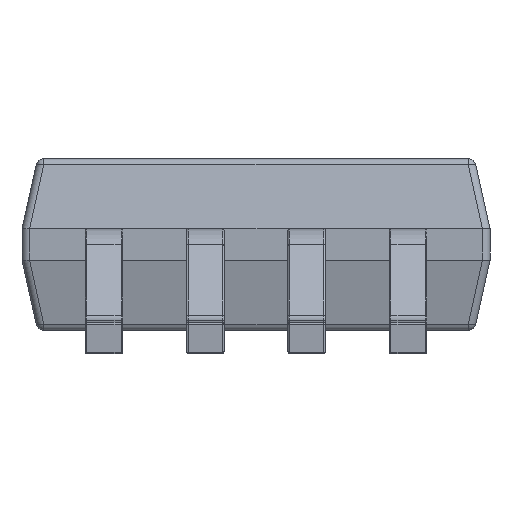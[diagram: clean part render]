
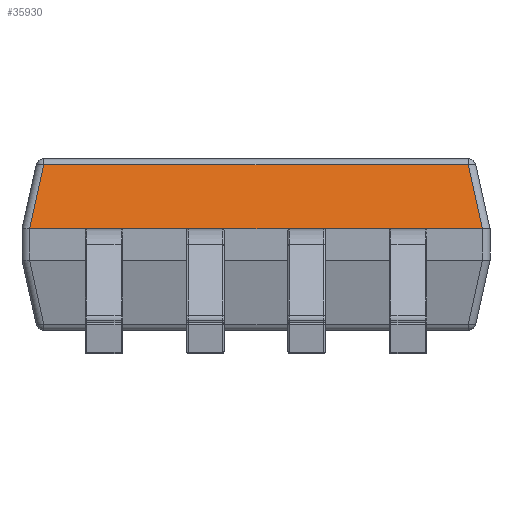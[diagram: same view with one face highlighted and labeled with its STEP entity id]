
A CAD part, left-side view. The second image highlights one B-rep face of the part: STEP entity #35930.
In plain terms, the highlighted planar face has unit normal (-0.976, 0, 0.217).
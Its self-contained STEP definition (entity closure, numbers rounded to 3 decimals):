
#2175 = ORIENTED_EDGE ( 'NONE', *, *, #33804, .T. ) ;
#3138 = CARTESIAN_POINT ( 'NONE',  ( -1.409, 1.36, 1.061 ) ) ;
#3417 = DIRECTION ( 'NONE',  ( 0., 1., 0. ) ) ;
#5527 = DIRECTION ( 'NONE',  ( 0.212, 0.212, 0.954 ) ) ;
#5883 = FACE_OUTER_BOUND ( 'NONE', #12820, .T. ) ;
#6558 = CARTESIAN_POINT ( 'NONE',  ( -1.5, -1.45, 0.65 ) ) ;
#7728 = CARTESIAN_POINT ( 'NONE',  ( -1.5, 1.45, 0.65 ) ) ;
#8340 = CARTESIAN_POINT ( 'NONE',  ( -1.409, 0., 1.061 ) ) ;
#8448 = CARTESIAN_POINT ( 'NONE',  ( -1.5, 1.45, 0.65 ) ) ;
#8719 = DIRECTION ( 'NONE',  ( 0., 1., 0. ) ) ;
#9211 = CARTESIAN_POINT ( 'NONE',  ( -1.339, -1.29, 1.373 ) ) ;
#9360 = AXIS2_PLACEMENT_3D ( 'NONE', #18246, #31128, #3417 ) ;
#9387 = VECTOR ( 'NONE', #8719, 1000. ) ;
#10968 = EDGE_CURVE ( 'NONE', #27709, #39030, #20294, .T. ) ;
#12237 = CARTESIAN_POINT ( 'NONE',  ( -1.5, -1.451, 0.65 ) ) ;
#12820 = EDGE_LOOP ( 'NONE', ( #29634, #2175, #32676, #24556, #39050, #21271 ) ) ;
#13970 = CARTESIAN_POINT ( 'NONE',  ( -1.5, 1.451, 0.65 ) ) ;
#14039 = CARTESIAN_POINT ( 'NONE',  ( -1.5, 1.451, 0.65 ) ) ;
#16170 =( BOUNDED_CURVE ( )  B_SPLINE_CURVE ( 3, ( #6558, #27357, #12237, #39719 ),
 .UNSPECIFIED., .F., .F. ) 
 B_SPLINE_CURVE_WITH_KNOTS ( ( 4, 4 ),
 ( 0., 0.024 ),
 .UNSPECIFIED. ) 
 CURVE ( )  GEOMETRIC_REPRESENTATION_ITEM ( )  RATIONAL_B_SPLINE_CURVE ( ( 1., 1., 1., 1. ) ) 
 REPRESENTATION_ITEM ( '' )  );
#18246 = CARTESIAN_POINT ( 'NONE',  ( -1.4, 0., 1.1 ) ) ;
#20294 = LINE ( 'NONE', #29172, #35309 ) ;
#20668 = LINE ( 'NONE', #8340, #9387 ) ;
#21002 = EDGE_CURVE ( 'NONE', #39030, #30118, #25688, .T. ) ;
#21110 = EDGE_CURVE ( 'NONE', #23903, #27709, #20668, .T. ) ;
#21271 = ORIENTED_EDGE ( 'NONE', *, *, #21002, .T. ) ;
#22061 = CARTESIAN_POINT ( 'NONE',  ( -1.5, -1.45, 0.65 ) ) ;
#23525 = LINE ( 'NONE', #36659, #39416 ) ;
#23903 = VERTEX_POINT ( 'NONE', #34195 ) ;
#24147 = VERTEX_POINT ( 'NONE', #22061 ) ;
#24556 = ORIENTED_EDGE ( 'NONE', *, *, #21110, .T. ) ;
#25688 =( BOUNDED_CURVE ( )  B_SPLINE_CURVE ( 3, ( #31763, #13970, #7728, #38245 ),
 .UNSPECIFIED., .F., .F. ) 
 B_SPLINE_CURVE_WITH_KNOTS ( ( 4, 4 ),
 ( 6.26, 6.283 ),
 .UNSPECIFIED. ) 
 CURVE ( )  GEOMETRIC_REPRESENTATION_ITEM ( )  RATIONAL_B_SPLINE_CURVE ( ( 1., 1., 1., 1. ) ) 
 REPRESENTATION_ITEM ( '' )  );
#27357 = CARTESIAN_POINT ( 'NONE',  ( -1.5, -1.45, 0.65 ) ) ;
#27709 = VERTEX_POINT ( 'NONE', #3138 ) ;
#28712 = EDGE_CURVE ( 'NONE', #31089, #23903, #36907, .T. ) ;
#29172 = CARTESIAN_POINT ( 'NONE',  ( -1.339, 1.29, 1.373 ) ) ;
#29422 = CARTESIAN_POINT ( 'NONE',  ( -1.5, -1.451, 0.65 ) ) ;
#29574 = DIRECTION ( 'NONE',  ( -0.212, 0.212, -0.954 ) ) ;
#29634 = ORIENTED_EDGE ( 'NONE', *, *, #30464, .F. ) ;
#30118 = VERTEX_POINT ( 'NONE', #8448 ) ;
#30372 = DIRECTION ( 'NONE',  ( 0., 1., 0. ) ) ;
#30464 = EDGE_CURVE ( 'NONE', #24147, #30118, #23525, .T. ) ;
#31089 = VERTEX_POINT ( 'NONE', #29422 ) ;
#31128 = DIRECTION ( 'NONE',  ( -0.976, 0., 0.217 ) ) ;
#31478 = VECTOR ( 'NONE', #5527, 1000. ) ;
#31763 = CARTESIAN_POINT ( 'NONE',  ( -1.5, 1.451, 0.65 ) ) ;
#32676 = ORIENTED_EDGE ( 'NONE', *, *, #28712, .T. ) ;
#33804 = EDGE_CURVE ( 'NONE', #24147, #31089, #16170, .T. ) ;
#34195 = CARTESIAN_POINT ( 'NONE',  ( -1.409, -1.36, 1.061 ) ) ;
#34198 = PLANE ( 'NONE',  #9360 ) ;
#35309 = VECTOR ( 'NONE', #29574, 1000. ) ;
#35930 = ADVANCED_FACE ( 'NONE', ( #5883 ), #34198, .T. ) ;
#36659 = CARTESIAN_POINT ( 'NONE',  ( -1.5, 1.5, 0.65 ) ) ;
#36907 = LINE ( 'NONE', #9211, #31478 ) ;
#38245 = CARTESIAN_POINT ( 'NONE',  ( -1.5, 1.45, 0.65 ) ) ;
#39030 = VERTEX_POINT ( 'NONE', #14039 ) ;
#39050 = ORIENTED_EDGE ( 'NONE', *, *, #10968, .T. ) ;
#39416 = VECTOR ( 'NONE', #30372, 1000. ) ;
#39719 = CARTESIAN_POINT ( 'NONE',  ( -1.5, -1.451, 0.65 ) ) ;
